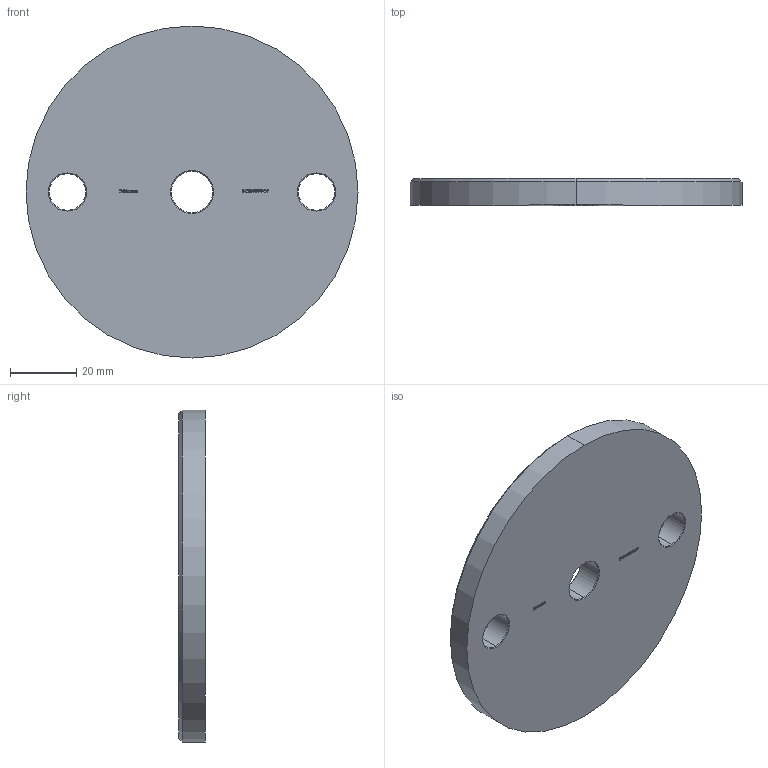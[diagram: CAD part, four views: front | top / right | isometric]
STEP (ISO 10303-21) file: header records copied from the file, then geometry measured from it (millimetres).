
FILE_DESCRIPTION (( 'STEP AP203' ), '1' );
FILE_NAME ('54100-240-8-R-F.step', '2020-10-30T12:46:18', ( '' ), ( '' ), 'SwSTEP 2.0', 'SolidWorks 2018', '' );
FILE_SCHEMA (( 'CONFIG_CONTROL_DESIGN' ));
Length unit declared in the file: millimetre
Products named in the file (2): 54100-240-8-R-F
Bounding box: 100 x 8 x 100 mm (x, y, z)
Volume: 60166.4 mm3; surface area: 18253.3 mm2
Topology: 1 solids, 1 shells, 304 faces, 790 edges, 522 vertices
Faces by surface type: plane 171, bspline 111, cone 14, cylinder 8
Entity records: 15821 total; most frequent: CARTESIAN_POINT 8937, ORIENTED_EDGE 1580, DIRECTION 988, EDGE_CURVE 790, VECTOR 538, LINE 538, VERTEX_POINT 522, EDGE_LOOP 344
